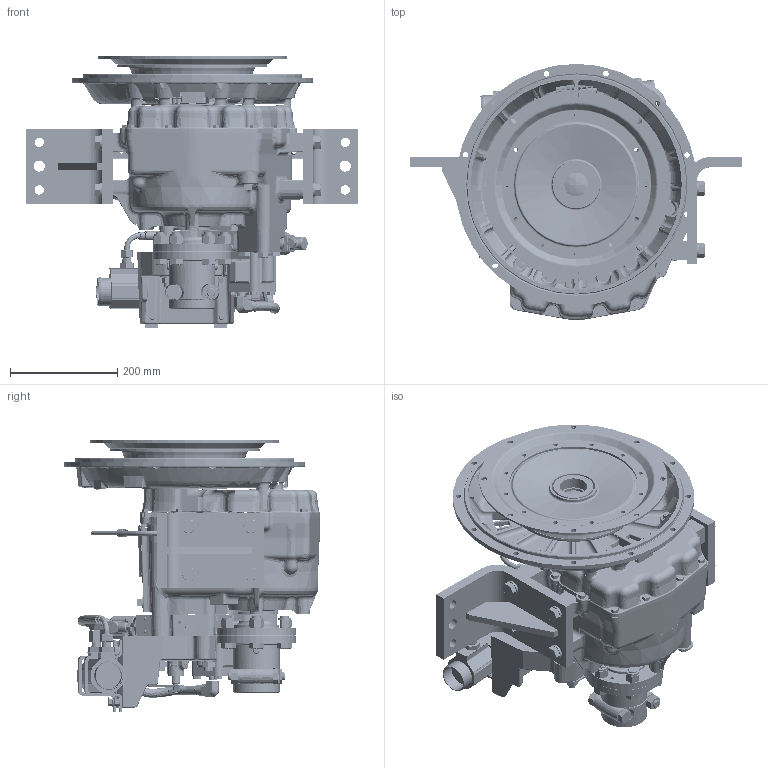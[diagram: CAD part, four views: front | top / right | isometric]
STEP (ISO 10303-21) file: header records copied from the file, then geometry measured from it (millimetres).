
FILE_DESCRIPTION (( 'STEP AP214' ), '1' );
FILE_NAME ('PX13021C.STEP', '2014-09-04T16:19:15', ( '' ), ( '' ), 'SwSTEP 2.0', 'SolidWorks 2010', '' );
FILE_SCHEMA (( 'AUTOMOTIVE_DESIGN' ));
Length unit declared in the file: millimetre
Products named in the file (1): PX13021C
Bounding box: 620.1 x 478.58 x 506.28 mm (x, y, z)
Surface area: 2054376 mm2 (no closed solid volume)
Topology: 0 solids, 267 shells, 4560 faces, 16360 edges, 11575 vertices
Faces by surface type: cylinder 1307, plane 1282, bspline 857, cone 616, torus 407, sphere 91
Entity records: 280865 total; most frequent: CARTESIAN_POINT 102192, ORIENTED_EDGE 25384, DIRECTION 25133, EDGE_CURVE 16253, VERTEX_POINT 11566, AXIS2_PLACEMENT_3D 9934, CIRCLE 6230, EDGE_LOOP 5388
